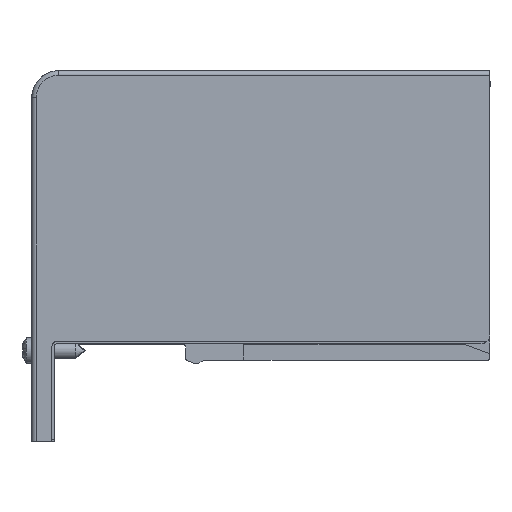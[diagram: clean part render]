
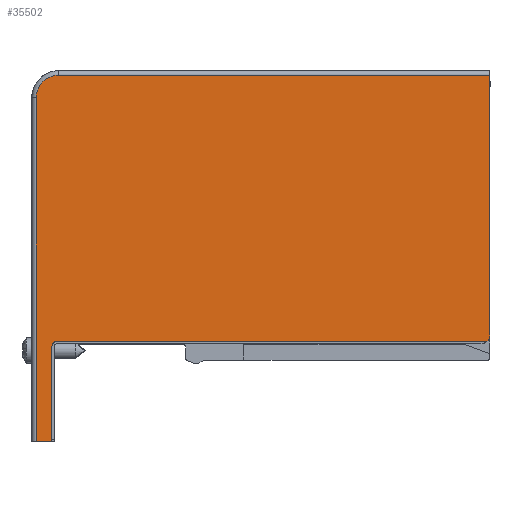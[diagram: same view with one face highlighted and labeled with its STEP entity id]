
A CAD part, front view. The second image highlights one B-rep face of the part: STEP entity #35502.
In plain terms, the highlighted planar face has unit normal (0, -1, 0).
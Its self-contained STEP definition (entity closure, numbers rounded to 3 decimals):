
#2894=CARTESIAN_POINT('',(48.3,-104.5,154.5));
#2895=DIRECTION('',(0.,1.,0.));
#2896=DIRECTION('',(1.,0.,0.));
#2897=AXIS2_PLACEMENT_3D('',#2894,#2895,#2896);
#2899=DIRECTION('',(-1.,0.,0.));
#2900=VECTOR('',#2899,95.323);
#2901=CARTESIAN_POINT('',(49.623,-104.5,153.));
#2902=LINE('',#2901,#2900);
#2903=CARTESIAN_POINT('',(-45.7,-104.5,152.));
#2904=DIRECTION('',(0.,-1.,0.));
#2905=DIRECTION('',(0.,0.,1.));
#2906=AXIS2_PLACEMENT_3D('',#2903,#2904,#2905);
#2908=DIRECTION('',(-1.,0.,0.));
#2909=VECTOR('',#2908,3.5);
#2910=CARTESIAN_POINT('',(-46.7,-104.5,130.9));
#2911=LINE('',#2910,#2909);
#2912=CARTESIAN_POINT('',(-45.2,-104.5,207.));
#2913=DIRECTION('',(0.,1.,0.));
#2914=DIRECTION('',(-1.,0.,0.));
#2915=AXIS2_PLACEMENT_3D('',#2912,#2913,#2914);
#2938=DIRECTION('',(0.,0.,1.));
#2939=VECTOR('',#2938,57.5);
#2940=CARTESIAN_POINT('',(50.3,-104.5,154.5));
#2941=LINE('',#2940,#2939);
#11961=DIRECTION('',(-1.,0.,0.));
#11962=VECTOR('',#11961,95.5);
#11963=CARTESIAN_POINT('',(50.3,-104.5,212.));
#11964=LINE('',#11963,#11962);
#11975=DIRECTION('',(0.,0.,-1.));
#11976=VECTOR('',#11975,76.1);
#11977=CARTESIAN_POINT('',(-50.2,-104.5,207.));
#11978=LINE('',#11977,#11976);
#21039=DIRECTION('',(0.,0.,1.));
#21040=VECTOR('',#21039,21.1);
#21041=CARTESIAN_POINT('',(-46.7,-104.5,130.9));
#21042=LINE('',#21041,#21040);
#25520=CARTESIAN_POINT('',(-50.2,-104.5,130.9));
#25521=VERTEX_POINT('',#25520);
#25523=CARTESIAN_POINT('',(-46.7,-104.5,130.9));
#25525=VERTEX_POINT('',#25523);
#25546=CARTESIAN_POINT('',(50.3,-104.5,154.5));
#25547=CARTESIAN_POINT('',(49.623,-104.5,153.));
#25548=VERTEX_POINT('',#25546);
#25549=VERTEX_POINT('',#25547);
#25550=CARTESIAN_POINT('',(-45.7,-104.5,153.));
#25551=VERTEX_POINT('',#25550);
#25552=CARTESIAN_POINT('',(-46.7,-104.5,152.));
#25553=VERTEX_POINT('',#25552);
#25554=CARTESIAN_POINT('',(-50.2,-104.5,207.));
#25555=CARTESIAN_POINT('',(-45.2,-104.5,212.));
#25556=VERTEX_POINT('',#25554);
#25557=VERTEX_POINT('',#25555);
#25564=CARTESIAN_POINT('',(50.3,-104.5,212.));
#25565=VERTEX_POINT('',#25564);
#35479=CARTESIAN_POINT('',(0.05,-104.5,171.45));
#35480=DIRECTION('',(0.,1.,0.));
#35481=DIRECTION('',(0.,0.,-1.));
#35482=AXIS2_PLACEMENT_3D('',#35479,#35480,#35481);
#35483=PLANE('',#35482);
#35485=ORIENTED_EDGE('',*,*,#35484,.T.);
#35486=ORIENTED_EDGE('',*,*,#35462,.T.);
#35488=ORIENTED_EDGE('',*,*,#35487,.T.);
#35490=ORIENTED_EDGE('',*,*,#35489,.F.);
#35491=ORIENTED_EDGE('',*,*,#35330,.T.);
#35493=ORIENTED_EDGE('',*,*,#35492,.F.);
#35495=ORIENTED_EDGE('',*,*,#35494,.T.);
#35497=ORIENTED_EDGE('',*,*,#35496,.F.);
#35499=ORIENTED_EDGE('',*,*,#35498,.F.);
#35500=EDGE_LOOP('',(#35485,#35486,#35488,#35490,#35491,#35493,#35495,#35497,
#35499));
#35501=FACE_OUTER_BOUND('',#35500,.F.);
#2898=CIRCLE('',#2897,2.);
#2907=CIRCLE('',#2906,1.);
#2916=CIRCLE('',#2915,5.);
#35330=EDGE_CURVE('',#25525,#25521,#2911,.T.);
#35462=EDGE_CURVE('',#25549,#25551,#2902,.T.);
#35484=EDGE_CURVE('',#25548,#25549,#2898,.T.);
#35487=EDGE_CURVE('',#25551,#25553,#2907,.T.);
#35489=EDGE_CURVE('',#25525,#25553,#21042,.T.);
#35492=EDGE_CURVE('',#25556,#25521,#11978,.T.);
#35494=EDGE_CURVE('',#25556,#25557,#2916,.T.);
#35496=EDGE_CURVE('',#25565,#25557,#11964,.T.);
#35498=EDGE_CURVE('',#25548,#25565,#2941,.T.);
#35502=ADVANCED_FACE('',(#35501),#35483,.F.);
